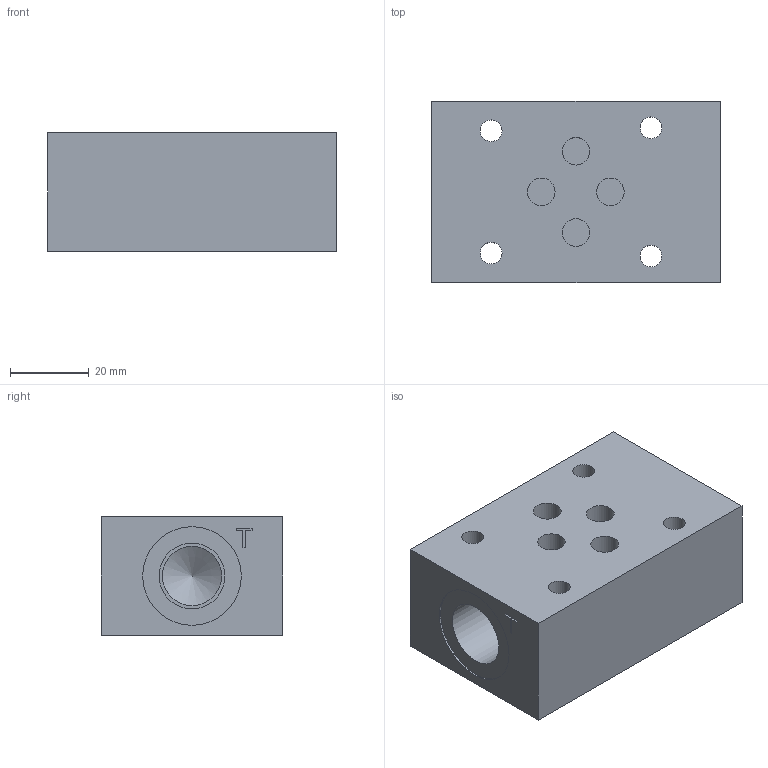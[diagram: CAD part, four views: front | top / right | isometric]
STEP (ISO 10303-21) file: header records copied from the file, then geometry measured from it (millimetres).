
FILE_DESCRIPTION(/* description */ ('Unknown'),/* implementation_level */ '2;1');
FILE_NAME(/* name */ 'PA.85795-001',/* time_stamp */ '2023-07-27T08:13:26+02:00',/* author */ ('Unknown'),/* organization */ ('Unknown'),/* preprocessor_version */ 'ST-DEVELOPER v18.102',/* originating_system */ 'Solid Edge',/* authorisation */ 'Unknown');
FILE_SCHEMA (('AUTOMOTIVE_DESIGN {1 0 10303 214 3 1 1}'));
Length unit declared in the file: millimetre
Products named in the file (1): PA
Bounding box: 73 x 46 x 30 mm (x, y, z)
Volume: 87970.4 mm3; surface area: 18569.3 mm2
Topology: 1 solids, 1 shells, 64 faces, 141 edges, 97 vertices
Faces by surface type: plane 40, cylinder 22, cone 2
Full cylindrical faces by diameter (mm): 5.5 x4, 6.5 x4, 7 x4, 12 x4, 15 x2, 16.662 x2, 25 x2
Entity records: 1598 total; most frequent: DIRECTION 278, CARTESIAN_POINT 255, ORIENTED_EDGE 208, FACE_BOUND 116, EDGE_LOOP 114, AXIS2_PLACEMENT_3D 109, EDGE_CURVE 104, VERTEX_POINT 86
